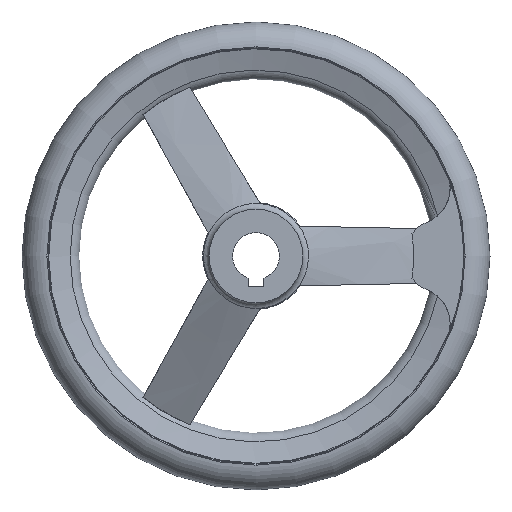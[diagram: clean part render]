
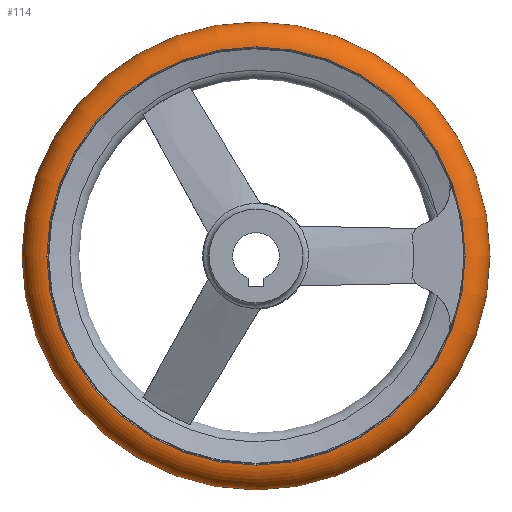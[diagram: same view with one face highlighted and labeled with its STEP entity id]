
A CAD part, front view. The second image highlights one B-rep face of the part: STEP entity #114.
In plain terms, the highlighted toroidal (fillet/blend) face has major radius 80 mm and minor radius 10 mm.
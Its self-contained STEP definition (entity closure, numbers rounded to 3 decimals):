
#114 = ADVANCED_FACE( '', ( #253, #254, #255 ), #256, .T. );
#253 = FACE_BOUND( '', #415, .T. );
#254 = FACE_OUTER_BOUND( '', #416, .T. );
#255 = FACE_OUTER_BOUND( '', #417, .T. );
#256 = TOROIDAL_SURFACE( '', #418, 80., 10. );
#415 = VERTEX_LOOP( '', #736 );
#416 = EDGE_LOOP( '', ( #737 ) );
#417 = EDGE_LOOP( '', ( #738 ) );
#418 = AXIS2_PLACEMENT_3D( '', #739, #740, #741 );
#736 = VERTEX_POINT( '', #1013 );
#737 = ORIENTED_EDGE( '', *, *, #1014, .T. );
#738 = ORIENTED_EDGE( '', *, *, #986, .F. );
#739 = CARTESIAN_POINT( '', ( 0., 32.5, 0. ) );
#740 = DIRECTION( '', ( 0., -1., 0. ) );
#741 = DIRECTION( '', ( 0., 0., -1. ) );
#986 = EDGE_CURVE( '', #1189, #1189, #1190, .T. );
#1013 = CARTESIAN_POINT( '', ( 0., 32.5, -90. ) );
#1014 = EDGE_CURVE( '', #1227, #1227, #1228, .T. );
#1189 = VERTEX_POINT( '', #1715 );
#1190 = CIRCLE( '', #1716, 80.417 );
#1227 = VERTEX_POINT( '', #1843 );
#1228 = CIRCLE( '', #1844, 80.417 );
#1715 = CARTESIAN_POINT( '', ( 0., 22.509, -80.417 ) );
#1716 = AXIS2_PLACEMENT_3D( '', #2037, #2038, #2039 );
#1843 = CARTESIAN_POINT( '', ( 0., 42.491, -80.417 ) );
#1844 = AXIS2_PLACEMENT_3D( '', #2072, #2073, #2074 );
#2037 = CARTESIAN_POINT( '', ( 0., 22.509, 0. ) );
#2038 = DIRECTION( '', ( 0., -1., 0. ) );
#2039 = DIRECTION( '', ( 0., 0., -1. ) );
#2072 = CARTESIAN_POINT( '', ( 0., 42.491, 0. ) );
#2073 = DIRECTION( '', ( 0., -1., 0. ) );
#2074 = DIRECTION( '', ( 0., 0., -1. ) );
